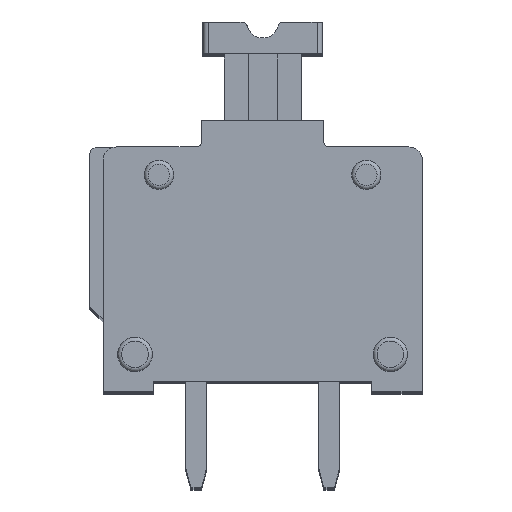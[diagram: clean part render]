
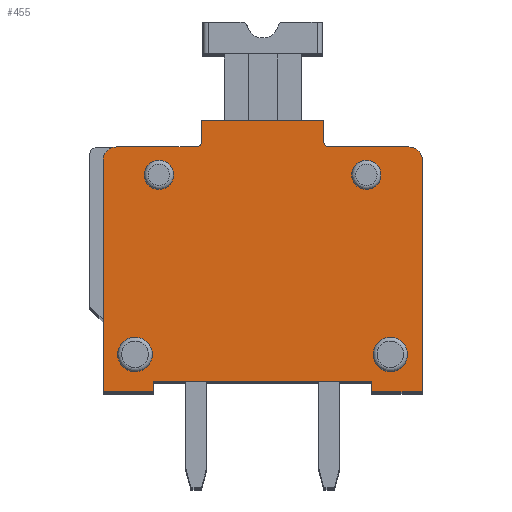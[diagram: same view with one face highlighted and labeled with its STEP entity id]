
A CAD part, top view. The second image highlights one B-rep face of the part: STEP entity #455.
In plain terms, the highlighted planar face has unit normal (0, 0, 1).
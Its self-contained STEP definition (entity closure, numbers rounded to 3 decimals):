
#455 = ADVANCED_FACE( '', ( #890, #891, #892, #893, #894 ), #895, .T. );
#890 = FACE_OUTER_BOUND( '', #1364, .T. );
#891 = FACE_BOUND( '', #1365, .T. );
#892 = FACE_BOUND( '', #1366, .T. );
#893 = FACE_BOUND( '', #1367, .T. );
#894 = FACE_BOUND( '', #1368, .T. );
#895 = PLANE( '', #1369 );
#1364 = EDGE_LOOP( '', ( #2104, #2105, #2106, #2107, #2108, #2109, #2110, #2111, #2112, #2113, #2114, #2115, #2116, #2117, #2118, #2119 ) );
#1365 = EDGE_LOOP( '', ( #2120 ) );
#1366 = EDGE_LOOP( '', ( #2121 ) );
#1367 = EDGE_LOOP( '', ( #2122 ) );
#1368 = EDGE_LOOP( '', ( #2123 ) );
#1369 = AXIS2_PLACEMENT_3D( '', #2124, #2125, #2126 );
#2104 = ORIENTED_EDGE( '', *, *, #3146, .T. );
#2105 = ORIENTED_EDGE( '', *, *, #3147, .T. );
#2106 = ORIENTED_EDGE( '', *, *, #3148, .F. );
#2107 = ORIENTED_EDGE( '', *, *, #3119, .F. );
#2108 = ORIENTED_EDGE( '', *, *, #3149, .F. );
#2109 = ORIENTED_EDGE( '', *, *, #2960, .T. );
#2110 = ORIENTED_EDGE( '', *, *, #3150, .F. );
#2111 = ORIENTED_EDGE( '', *, *, #3151, .F. );
#2112 = ORIENTED_EDGE( '', *, *, #3152, .T. );
#2113 = ORIENTED_EDGE( '', *, *, #2942, .T. );
#2114 = ORIENTED_EDGE( '', *, *, #2897, .T. );
#2115 = ORIENTED_EDGE( '', *, *, #3144, .T. );
#2116 = ORIENTED_EDGE( '', *, *, #3153, .T. );
#2117 = ORIENTED_EDGE( '', *, *, #3154, .F. );
#2118 = ORIENTED_EDGE( '', *, *, #2905, .T. );
#2119 = ORIENTED_EDGE( '', *, *, #3155, .F. );
#2120 = ORIENTED_EDGE( '', *, *, #3033, .F. );
#2121 = ORIENTED_EDGE( '', *, *, #3089, .F. );
#2122 = ORIENTED_EDGE( '', *, *, #3156, .F. );
#2123 = ORIENTED_EDGE( '', *, *, #3065, .F. );
#2124 = CARTESIAN_POINT( '', ( 5.954, 7.756, 3. ) );
#2125 = DIRECTION( '', ( 0., 0., 1. ) );
#2126 = DIRECTION( '', ( 1., 0., 0. ) );
#2897 = EDGE_CURVE( '', #3374, #3379, #3381, .T. );
#2905 = EDGE_CURVE( '', #3389, #3393, #3395, .T. );
#2942 = EDGE_CURVE( '', #3460, #3374, #3461, .T. );
#2960 = EDGE_CURVE( '', #3484, #3489, #3491, .T. );
#3033 = EDGE_CURVE( '', #3615, #3615, #3616, .T. );
#3065 = EDGE_CURVE( '', #3669, #3669, #3670, .T. );
#3089 = EDGE_CURVE( '', #3707, #3707, #3708, .T. );
#3119 = EDGE_CURVE( '', #3753, #3755, #3756, .T. );
#3144 = EDGE_CURVE( '', #3379, #3791, #3793, .T. );
#3146 = EDGE_CURVE( '', #3795, #3796, #3797, .T. );
#3147 = EDGE_CURVE( '', #3796, #3798, #3799, .T. );
#3148 = EDGE_CURVE( '', #3755, #3798, #3800, .T. );
#3149 = EDGE_CURVE( '', #3484, #3753, #3801, .T. );
#3150 = EDGE_CURVE( '', #3802, #3489, #3803, .T. );
#3151 = EDGE_CURVE( '', #3804, #3802, #3805, .T. );
#3152 = EDGE_CURVE( '', #3804, #3460, #3806, .T. );
#3153 = EDGE_CURVE( '', #3791, #3807, #3808, .T. );
#3154 = EDGE_CURVE( '', #3389, #3807, #3809, .T. );
#3155 = EDGE_CURVE( '', #3795, #3393, #3810, .T. );
#3156 = EDGE_CURVE( '', #3811, #3811, #3812, .T. );
#3374 = VERTEX_POINT( '', #4085 );
#3379 = VERTEX_POINT( '', #4092 );
#3381 = LINE( '', #4095, #4096 );
#3389 = VERTEX_POINT( '', #4104 );
#3393 = VERTEX_POINT( '', #4110 );
#3395 = LINE( '', #4113, #4114 );
#3460 = VERTEX_POINT( '', #4246 );
#3461 = CIRCLE( '', #4247, 0.2 );
#3484 = VERTEX_POINT( '', #4278 );
#3489 = VERTEX_POINT( '', #4285 );
#3491 = LINE( '', #4288, #4289 );
#3615 = VERTEX_POINT( '', #4452 );
#3616 = CIRCLE( '', #4453, 0.65 );
#3669 = VERTEX_POINT( '', #4526 );
#3670 = CIRCLE( '', #4527, 0.55 );
#3707 = VERTEX_POINT( '', #4578 );
#3708 = CIRCLE( '', #4579, 0.55 );
#3753 = VERTEX_POINT( '', #4642 );
#3755 = VERTEX_POINT( '', #4645 );
#3756 = LINE( '', #4646, #4647 );
#3791 = VERTEX_POINT( '', #4696 );
#3793 = LINE( '', #4699, #4700 );
#3795 = VERTEX_POINT( '', #4702 );
#3796 = VERTEX_POINT( '', #4703 );
#3797 = LINE( '', #4704, #4705 );
#3798 = VERTEX_POINT( '', #4706 );
#3799 = LINE( '', #4707, #4708 );
#3800 = LINE( '', #4709, #4710 );
#3801 = LINE( '', #4711, #4712 );
#3802 = VERTEX_POINT( '', #4713 );
#3803 = LINE( '', #4714, #4715 );
#3804 = VERTEX_POINT( '', #4716 );
#3805 = CIRCLE( '', #4717, 0.5 );
#3806 = LINE( '', #4718, #4719 );
#3807 = VERTEX_POINT( '', #4720 );
#3808 = LINE( '', #4721, #4722 );
#3809 = CIRCLE( '', #4723, 0.2 );
#3810 = CIRCLE( '', #4724, 0.5 );
#3811 = VERTEX_POINT( '', #4725 );
#3812 = CIRCLE( '', #4726, 0.65 );
#4085 = CARTESIAN_POINT( '', ( 8.3, 9.4, 3. ) );
#4092 = CARTESIAN_POINT( '', ( 8.3, 10.2, 3. ) );
#4095 = CARTESIAN_POINT( '', ( 8.3, 7.285, 3. ) );
#4096 = VECTOR( '', #5107, 1000. );
#4104 = CARTESIAN_POINT( '', ( 3.5, 9.2, 3. ) );
#4110 = CARTESIAN_POINT( '', ( 0.5, 9.2, 3. ) );
#4113 = CARTESIAN_POINT( '', ( 7.771, 9.2, 3. ) );
#4114 = VECTOR( '', #5117, 1000. );
#4246 = CARTESIAN_POINT( '', ( 8.5, 9.2, 3. ) );
#4247 = AXIS2_PLACEMENT_3D( '', #5146, #5147, #5148 );
#4278 = CARTESIAN_POINT( '', ( 10.1, 0., 3. ) );
#4285 = CARTESIAN_POINT( '', ( 12., 0., 3. ) );
#4288 = CARTESIAN_POINT( '', ( 7.771, 0., 3. ) );
#4289 = VECTOR( '', #5166, 1000. );
#4452 = CARTESIAN_POINT( '', ( 11.45, 1.4, 3. ) );
#4453 = AXIS2_PLACEMENT_3D( '', #5254, #5255, #5256 );
#4526 = CARTESIAN_POINT( '', ( 10.45, 8.15, 3. ) );
#4527 = AXIS2_PLACEMENT_3D( '', #5292, #5293, #5294 );
#4578 = CARTESIAN_POINT( '', ( 2.65, 8.15, 3. ) );
#4579 = AXIS2_PLACEMENT_3D( '', #5321, #5322, #5323 );
#4642 = CARTESIAN_POINT( '', ( 10.1, 0.4, 3. ) );
#4645 = CARTESIAN_POINT( '', ( 1.9, 0.4, 3. ) );
#4646 = CARTESIAN_POINT( '', ( 7.771, 0.4, 3. ) );
#4647 = VECTOR( '', #5358, 1000. );
#4696 = CARTESIAN_POINT( '', ( 3.7, 10.2, 3. ) );
#4699 = CARTESIAN_POINT( '', ( 7.771, 10.2, 3. ) );
#4700 = VECTOR( '', #5380, 1000. );
#4702 = CARTESIAN_POINT( '', ( 0., 8.7, 3. ) );
#4703 = CARTESIAN_POINT( '', ( 0., 0., 3. ) );
#4704 = CARTESIAN_POINT( '', ( 0., 7.285, 3. ) );
#4705 = VECTOR( '', #5381, 1000. );
#4706 = CARTESIAN_POINT( '', ( 1.9, 0., 3. ) );
#4707 = CARTESIAN_POINT( '', ( 7.771, 0., 3. ) );
#4708 = VECTOR( '', #5382, 1000. );
#4709 = CARTESIAN_POINT( '', ( 1.9, 7.285, 3. ) );
#4710 = VECTOR( '', #5383, 1000. );
#4711 = CARTESIAN_POINT( '', ( 10.1, 7.285, 3. ) );
#4712 = VECTOR( '', #5384, 1000. );
#4713 = CARTESIAN_POINT( '', ( 12., 8.7, 3. ) );
#4714 = CARTESIAN_POINT( '', ( 12., 7.285, 3. ) );
#4715 = VECTOR( '', #5385, 1000. );
#4716 = CARTESIAN_POINT( '', ( 11.5, 9.2, 3. ) );
#4717 = AXIS2_PLACEMENT_3D( '', #5386, #5387, #5388 );
#4718 = CARTESIAN_POINT( '', ( 7.771, 9.2, 3. ) );
#4719 = VECTOR( '', #5389, 1000. );
#4720 = CARTESIAN_POINT( '', ( 3.7, 9.4, 3. ) );
#4721 = CARTESIAN_POINT( '', ( 3.7, 7.285, 3. ) );
#4722 = VECTOR( '', #5390, 1000. );
#4723 = AXIS2_PLACEMENT_3D( '', #5391, #5392, #5393 );
#4724 = AXIS2_PLACEMENT_3D( '', #5394, #5395, #5396 );
#4725 = CARTESIAN_POINT( '', ( 1.85, 1.4, 3. ) );
#4726 = AXIS2_PLACEMENT_3D( '', #5397, #5398, #5399 );
#5107 = DIRECTION( '', ( 0., 1., 0. ) );
#5117 = DIRECTION( '', ( -1., 0., 0. ) );
#5146 = CARTESIAN_POINT( '', ( 8.5, 9.4, 3. ) );
#5147 = DIRECTION( '', ( 0., 0., -1. ) );
#5148 = DIRECTION( '', ( -1., 0., 0. ) );
#5166 = DIRECTION( '', ( 1., 0., 0. ) );
#5254 = CARTESIAN_POINT( '', ( 10.8, 1.4, 3. ) );
#5255 = DIRECTION( '', ( 0., 0., 1. ) );
#5256 = DIRECTION( '', ( 1., 0., 0. ) );
#5292 = CARTESIAN_POINT( '', ( 9.9, 8.15, 3. ) );
#5293 = DIRECTION( '', ( 0., 0., 1. ) );
#5294 = DIRECTION( '', ( 1., 0., 0. ) );
#5321 = CARTESIAN_POINT( '', ( 2.1, 8.15, 3. ) );
#5322 = DIRECTION( '', ( 0., 0., 1. ) );
#5323 = DIRECTION( '', ( 1., 0., 0. ) );
#5358 = DIRECTION( '', ( -1., 0., 0. ) );
#5380 = DIRECTION( '', ( -1., 0., 0. ) );
#5381 = DIRECTION( '', ( 0., -1., 0. ) );
#5382 = DIRECTION( '', ( 1., 0., 0. ) );
#5383 = DIRECTION( '', ( 0., -1., 0. ) );
#5384 = DIRECTION( '', ( 0., 1., 0. ) );
#5385 = DIRECTION( '', ( 0., -1., 0. ) );
#5386 = CARTESIAN_POINT( '', ( 11.5, 8.7, 3. ) );
#5387 = DIRECTION( '', ( 0., 0., -1. ) );
#5388 = DIRECTION( '', ( -1., 0., 0. ) );
#5389 = DIRECTION( '', ( -1., 0., 0. ) );
#5390 = DIRECTION( '', ( 0., -1., 0. ) );
#5391 = CARTESIAN_POINT( '', ( 3.5, 9.4, 3. ) );
#5392 = DIRECTION( '', ( 0., 0., 1. ) );
#5393 = DIRECTION( '', ( 1., 0., 0. ) );
#5394 = CARTESIAN_POINT( '', ( 0.5, 8.7, 3. ) );
#5395 = DIRECTION( '', ( 0., 0., -1. ) );
#5396 = DIRECTION( '', ( -1., 0., 0. ) );
#5397 = CARTESIAN_POINT( '', ( 1.2, 1.4, 3. ) );
#5398 = DIRECTION( '', ( 0., 0., 1. ) );
#5399 = DIRECTION( '', ( 1., 0., 0. ) );
